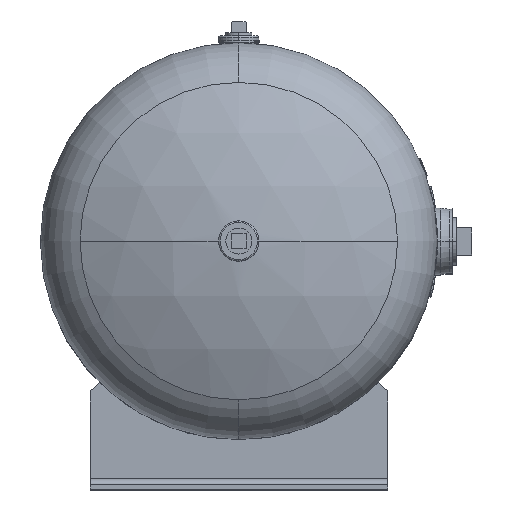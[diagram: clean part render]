
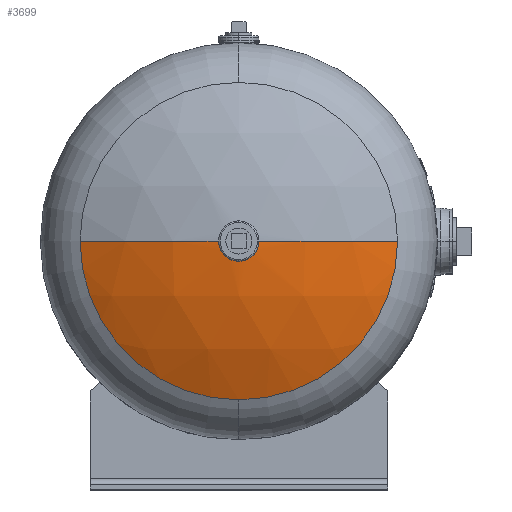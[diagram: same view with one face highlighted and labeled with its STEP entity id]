
A CAD part, top view. The second image highlights one B-rep face of the part: STEP entity #3699.
In plain terms, the highlighted spherical face has radius 365.76 mm.
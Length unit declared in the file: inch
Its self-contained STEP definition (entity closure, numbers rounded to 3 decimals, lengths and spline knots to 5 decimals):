
#761 = CARTESIAN_POINT ( 'NONE',  ( 0., 0., -1.9 ) ) ;
#765 = FACE_OUTER_BOUND ( 'NONE', #3003, .T. ) ;
#766 = SPHERICAL_SURFACE ( 'NONE', #5387, 14.4 ) ;
#768 = DIRECTION ( 'NONE',  ( 0., -1., 0. ) ) ;
#769 = DIRECTION ( 'NONE',  ( 1., 0., 0. ) ) ;
#1087 = CARTESIAN_POINT ( 'NONE',  ( -6.4, 0., 10.99961 ) ) ;
#1088 = CARTESIAN_POINT ( 'NONE',  ( 0., -6.4, 10.99961 ) ) ;
#1089 = CARTESIAN_POINT ( 'NONE',  ( 6.4, 0., 10.99961 ) ) ;
#1095 = CARTESIAN_POINT ( 'NONE',  ( 0.7125, 0., 12.48236 ) ) ;
#1101 = CARTESIAN_POINT ( 'NONE',  ( -0.7125, 0., 12.48236 ) ) ;
#2191 = ORIENTED_EDGE ( 'NONE', *, *, #3254, .F. ) ;
#2192 = ORIENTED_EDGE ( 'NONE', *, *, #3279, .F. ) ;
#2554 = CIRCLE ( 'NONE', #2555, 14.4 ) ;
#2555 = AXIS2_PLACEMENT_3D ( 'NONE', #6446, #6447, #6448 ) ;
#2573 = CIRCLE ( 'NONE', #2576, 6.4 ) ;
#2576 = AXIS2_PLACEMENT_3D ( 'NONE', #7779, #7780, #7781 ) ;
#2590 = CIRCLE ( 'NONE', #2593, 6.4 ) ;
#2593 = AXIS2_PLACEMENT_3D ( 'NONE', #7856, #7857, #7858 ) ;
#3003 = EDGE_LOOP ( 'NONE', ( #5593, #5594, #5595, #2192, #2191 ) ) ;
#3254 = EDGE_CURVE ( 'NONE', #5847, #5844, #7000, .T. ) ;
#3255 = EDGE_CURVE ( 'NONE', #5851, #5847, #7022, .T. ) ;
#3266 = EDGE_CURVE ( 'NONE', #5851, #5842, #2554, .T. ) ;
#3279 = EDGE_CURVE ( 'NONE', #5844, #5843, #2573, .T. ) ;
#3289 = EDGE_CURVE ( 'NONE', #5843, #5842, #2590, .T. ) ;
#3699 = ADVANCED_FACE ( 'NONE', ( #765 ), #766, .T. ) ;
#5387 = AXIS2_PLACEMENT_3D ( 'NONE', #761, #768, #769 ) ;
#5593 = ORIENTED_EDGE ( 'NONE', *, *, #3255, .F. ) ;
#5594 = ORIENTED_EDGE ( 'NONE', *, *, #3266, .T. ) ;
#5595 = ORIENTED_EDGE ( 'NONE', *, *, #3289, .F. ) ;
#5842 = VERTEX_POINT ( 'NONE', #1087 ) ;
#5843 = VERTEX_POINT ( 'NONE', #1088 ) ;
#5844 = VERTEX_POINT ( 'NONE', #1089 ) ;
#5847 = VERTEX_POINT ( 'NONE', #1095 ) ;
#5851 = VERTEX_POINT ( 'NONE', #1101 ) ;
#6408 = CARTESIAN_POINT ( 'NONE',  ( 0., 0., -1.9 ) ) ;
#6409 = DIRECTION ( 'NONE',  ( 0., 1., 0. ) ) ;
#6410 = DIRECTION ( 'NONE',  ( 0., 0., 1. ) ) ;
#6411 = CARTESIAN_POINT ( 'NONE',  ( 0., 0., 12.48236 ) ) ;
#6412 = DIRECTION ( 'NONE',  ( 0., 0., 1. ) ) ;
#6413 = DIRECTION ( 'NONE',  ( -1., 0., 0. ) ) ;
#6446 = CARTESIAN_POINT ( 'NONE',  ( 0., 0., -1.9 ) ) ;
#6447 = DIRECTION ( 'NONE',  ( 0., -1., 0. ) ) ;
#6448 = DIRECTION ( 'NONE',  ( 1., 0., 0. ) ) ;
#7000 = CIRCLE ( 'NONE', #7024, 14.4 ) ;
#7022 = CIRCLE ( 'NONE', #7027, 0.7125 ) ;
#7024 = AXIS2_PLACEMENT_3D ( 'NONE', #6408, #6409, #6410 ) ;
#7027 = AXIS2_PLACEMENT_3D ( 'NONE', #6411, #6412, #6413 ) ;
#7779 = CARTESIAN_POINT ( 'NONE',  ( 0., 0., 10.99961 ) ) ;
#7780 = DIRECTION ( 'NONE',  ( 0., 0., -1. ) ) ;
#7781 = DIRECTION ( 'NONE',  ( 0., 1., 0. ) ) ;
#7856 = CARTESIAN_POINT ( 'NONE',  ( 0., 0., 10.99961 ) ) ;
#7857 = DIRECTION ( 'NONE',  ( 0., 0., -1. ) ) ;
#7858 = DIRECTION ( 'NONE',  ( 0., 1., 0. ) ) ;
